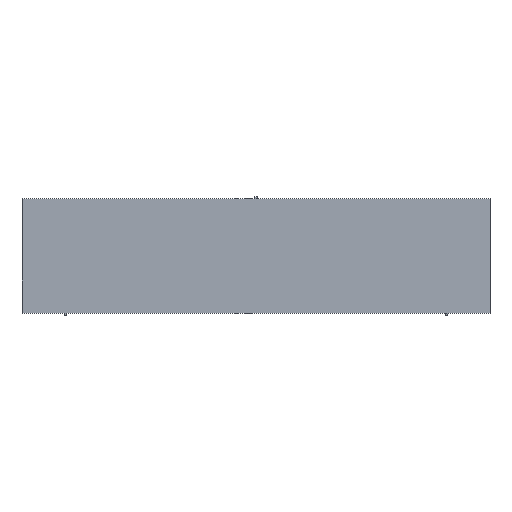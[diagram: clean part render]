
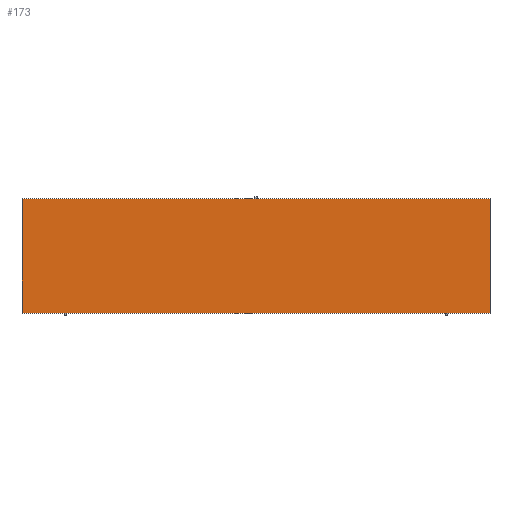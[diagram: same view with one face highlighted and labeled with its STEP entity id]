
A CAD part, top view. The second image highlights one B-rep face of the part: STEP entity #173.
In plain terms, the highlighted planar face has unit normal (0, 0, 1).
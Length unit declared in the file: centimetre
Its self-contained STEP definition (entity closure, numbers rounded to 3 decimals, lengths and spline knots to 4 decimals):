
#173=ADVANCED_FACE('',(#229),#953,.T.);
#229=FACE_OUTER_BOUND('',#285,.T.);
#285=EDGE_LOOP('',(#534,#535,#536,#537));
#534=ORIENTED_EDGE('',*,*,#662,.F.);
#535=ORIENTED_EDGE('',*,*,#666,.F.);
#536=ORIENTED_EDGE('',*,*,#669,.F.);
#537=ORIENTED_EDGE('',*,*,#671,.F.);
#662=EDGE_CURVE('',#892,#893,#796,.T.);
#666=EDGE_CURVE('',#895,#892,#800,.T.);
#669=EDGE_CURVE('',#897,#895,#803,.T.);
#671=EDGE_CURVE('',#893,#897,#805,.T.);
#796=B_SPLINE_CURVE_WITH_KNOTS('',1,(#1533,#1534),.UNSPECIFIED.,.F.,.F.,
(2,2),(-1800.,0.),.UNSPECIFIED.);
#800=B_SPLINE_CURVE_WITH_KNOTS('',1,(#1541,#1542),.UNSPECIFIED.,.F.,.F.,
(2,2),(-2240.,-1800.),.UNSPECIFIED.);
#803=B_SPLINE_CURVE_WITH_KNOTS('',1,(#1547,#1548),.UNSPECIFIED.,.F.,.F.,
(2,2),(-4040.,-2240.),.UNSPECIFIED.);
#805=B_SPLINE_CURVE_WITH_KNOTS('',1,(#1551,#1552),.UNSPECIFIED.,.F.,.F.,
(2,2),(-4480.,-4040.),.UNSPECIFIED.);
#892=VERTEX_POINT('',#1523);
#893=VERTEX_POINT('',#1524);
#895=VERTEX_POINT('',#1526);
#897=VERTEX_POINT('',#1528);
#953=PLANE('',#1050);
#1050=AXIS2_PLACEMENT_3D('',#1520,#1113,$);
#1113=DIRECTION('',(0.,0.,1.));
#1520=CARTESIAN_POINT('',(-16.6504,0.8061,35.));
#1523=CARTESIAN_POINT('',(163.3496,0.8061,35.));
#1524=CARTESIAN_POINT('',(-16.6504,0.8061,35.));
#1526=CARTESIAN_POINT('',(163.3496,44.8061,35.));
#1528=CARTESIAN_POINT('',(-16.6504,44.8061,35.));
#1533=CARTESIAN_POINT('',(163.3496,0.8061,35.));
#1534=CARTESIAN_POINT('',(-16.6504,0.8061,35.));
#1541=CARTESIAN_POINT('',(163.3496,44.8061,35.));
#1542=CARTESIAN_POINT('',(163.3496,0.8061,35.));
#1547=CARTESIAN_POINT('',(-16.6504,44.8061,35.));
#1548=CARTESIAN_POINT('',(163.3496,44.8061,35.));
#1551=CARTESIAN_POINT('',(-16.6504,0.8061,35.));
#1552=CARTESIAN_POINT('',(-16.6504,44.8061,35.));
